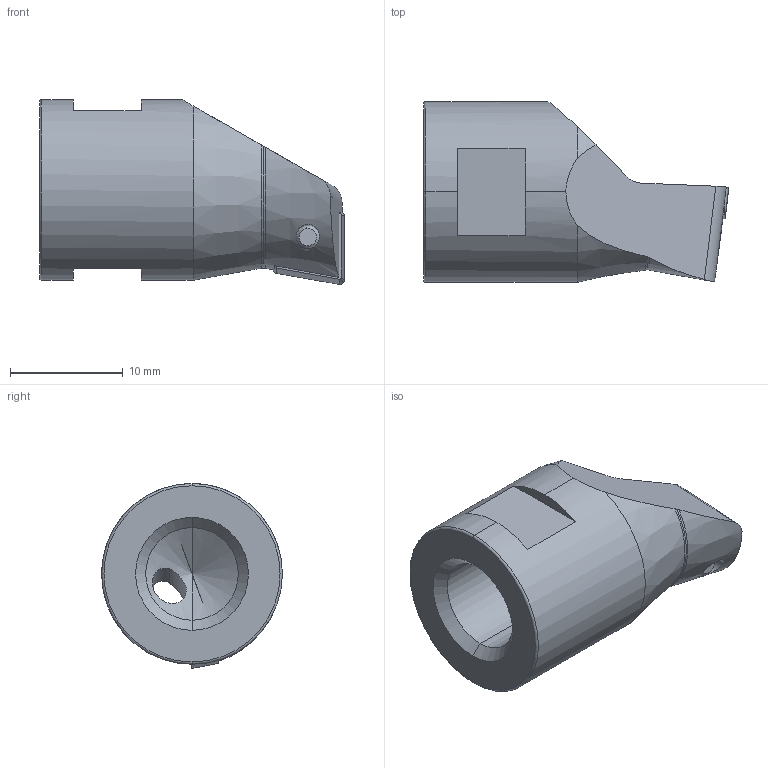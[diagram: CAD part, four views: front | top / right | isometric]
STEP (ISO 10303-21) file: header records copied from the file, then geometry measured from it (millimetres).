
FILE_DESCRIPTION (( 'STEP AP203' ), '1' );
FILE_NAME ('HS0-A17.K11.027.STEP', '2017-11-10T08:01:45', ( 'SWIAdmin' ), ( 'Hewlett-Packard Company' ), 'SwSTEP 2.0', 'SolidWorks 2017', '' );
FILE_SCHEMA (( 'CONFIG_CONTROL_DESIGN' ));
Length unit declared in the file: millimetre
Products named in the file (4): HS0-A17.K11.027_B; WCA-ER2.001.006_A; CCMT060204; HS0-A17.K11.027
Assembly tree (3 placements, depth 2):
  HS0-A17.K11.027
    HS0-A17.K11.027_B
    WCA-ER2.001.006_A
    CCMT060204
Bounding box: 27 x 16 x 16.38 mm (x, y, z)
Volume: 2957.6 mm3; surface area: 2035.5 mm2
Topology: 3 solids, 3 shells, 122 faces, 308 edges, 189 vertices
Faces by surface type: cylinder 35, plane 33, cone 28, torus 12, bspline 12, sphere 2
Entity records: 4407 total; most frequent: CARTESIAN_POINT 1234, ORIENTED_EDGE 608, DIRECTION 558, EDGE_CURVE 304, AXIS2_PLACEMENT_3D 223, VERTEX_POINT 189, EDGE_LOOP 129, ADVANCED_FACE 122
